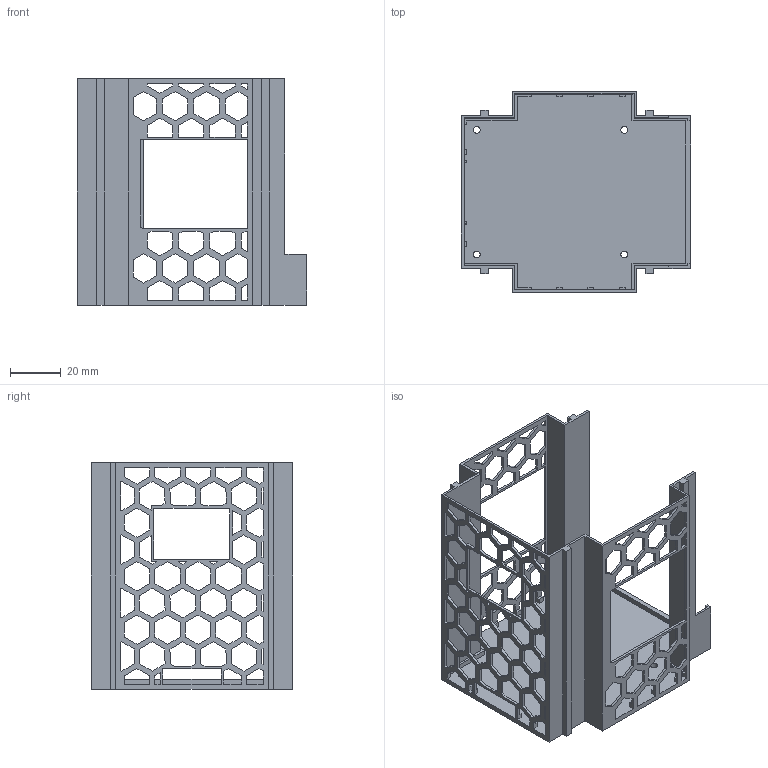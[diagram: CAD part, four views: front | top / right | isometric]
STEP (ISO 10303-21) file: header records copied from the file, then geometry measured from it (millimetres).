
FILE_DESCRIPTION(/* description */ (''),/* implementation_level */ '2;1');
FILE_NAME(/* name */ 'Modul_cage.step',/* time_stamp */ '2024-07-02T21:13:25+02:00',/* author */ (''),/* organization */ (''),/* preprocessor_version */ 'ST-DEVELOPER v20',/* originating_system */ 'Autodesk Translation Framework v13.14.0.145',/* authorisation */ '');
FILE_SCHEMA (('AUTOMOTIVE_DESIGN { 1 0 10303 214 3 1 1 }'));
Length unit declared in the file: millimetre
Products named in the file (1): Modul_rapsi_neu
Bounding box: 90 x 79 x 89 mm (x, y, z)
Volume: 29044.4 mm3; surface area: 45951.4 mm2
Topology: 1 solids, 1 shells, 642 faces, 1959 edges, 1306 vertices
Faces by surface type: plane 638, cylinder 4
Full cylindrical faces by diameter (mm): 2.7 x4
Entity records: 21899 total; most frequent: ORIENTED_EDGE 3918, CARTESIAN_POINT 3908, DIRECTION 3253, EDGE_CURVE 1959, LINE 1951, VECTOR 1951, VERTEX_POINT 1306, EDGE_LOOP 833
